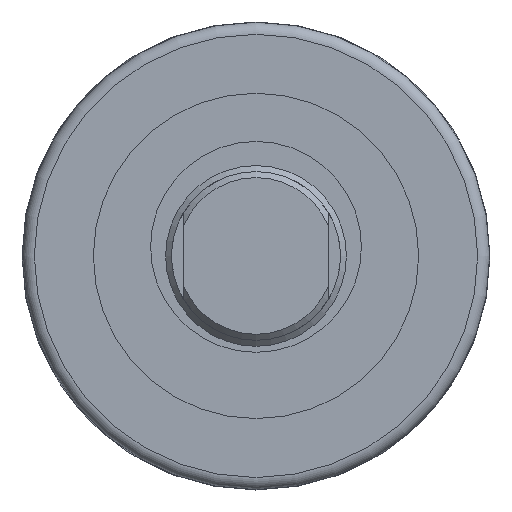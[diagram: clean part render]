
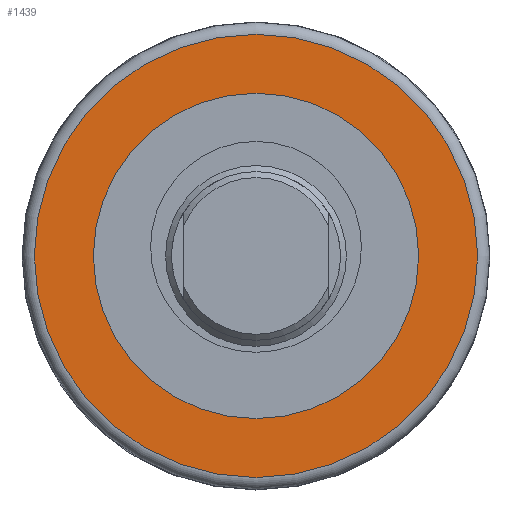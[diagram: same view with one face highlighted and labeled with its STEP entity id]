
A CAD part, left-side view. The second image highlights one B-rep face of the part: STEP entity #1439.
In plain terms, the highlighted planar face has unit normal (-1, 0, 0).
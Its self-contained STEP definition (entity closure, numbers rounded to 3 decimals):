
#82=FACE_BOUND('',#354,.T.);
#171=CIRCLE('',#1613,26.25);
#172=CIRCLE('',#1614,26.25);
#187=CIRCLE('',#1633,36.785);
#188=CIRCLE('',#1634,36.785);
#264=FACE_OUTER_BOUND('',#353,.T.);
#353=EDGE_LOOP('',(#1220,#1221));
#354=EDGE_LOOP('',(#1222,#1223));
#635=VERTEX_POINT('',#2634);
#636=VERTEX_POINT('',#2636);
#648=VERTEX_POINT('',#2696);
#649=VERTEX_POINT('',#2698);
#827=EDGE_CURVE('',#636,#635,#171,.T.);
#828=EDGE_CURVE('',#635,#636,#172,.T.);
#845=EDGE_CURVE('',#648,#649,#187,.T.);
#846=EDGE_CURVE('',#649,#648,#188,.T.);
#1220=ORIENTED_EDGE('',*,*,#846,.F.);
#1221=ORIENTED_EDGE('',*,*,#845,.F.);
#1222=ORIENTED_EDGE('',*,*,#827,.T.);
#1223=ORIENTED_EDGE('',*,*,#828,.T.);
#1291=PLANE('',#1635);
#1439=ADVANCED_FACE('',(#264,#82),#1291,.T.);
#1613=AXIS2_PLACEMENT_3D('',#2637,#2013,#2014);
#1614=AXIS2_PLACEMENT_3D('',#2638,#2015,#2016);
#1633=AXIS2_PLACEMENT_3D('',#2699,#2055,#2056);
#1634=AXIS2_PLACEMENT_3D('',#2700,#2057,#2058);
#1635=AXIS2_PLACEMENT_3D('',#2701,#2059,#2060);
#2013=DIRECTION('center_axis',(1.,0.,0.));
#2014=DIRECTION('ref_axis',(0.,1.,0.));
#2015=DIRECTION('center_axis',(1.,0.,0.));
#2016=DIRECTION('ref_axis',(0.,1.,0.));
#2055=DIRECTION('center_axis',(1.,0.,0.));
#2056=DIRECTION('ref_axis',(0.,1.,0.));
#2057=DIRECTION('center_axis',(1.,0.,0.));
#2058=DIRECTION('ref_axis',(0.,1.,0.));
#2059=DIRECTION('center_axis',(-1.,0.,0.));
#2060=DIRECTION('ref_axis',(0.,0.,-1.));
#2634=CARTESIAN_POINT('',(75.5,-26.25,0.));
#2636=CARTESIAN_POINT('',(75.5,26.25,0.));
#2637=CARTESIAN_POINT('Origin',(75.5,0.,0.));
#2638=CARTESIAN_POINT('Origin',(75.5,0.,0.));
#2696=CARTESIAN_POINT('',(75.5,0.,-36.785));
#2698=CARTESIAN_POINT('',(75.5,-36.785,0.));
#2699=CARTESIAN_POINT('Origin',(75.5,0.,0.));
#2700=CARTESIAN_POINT('Origin',(75.5,0.,0.));
#2701=CARTESIAN_POINT('Origin',(75.5,-34.078,0.));
